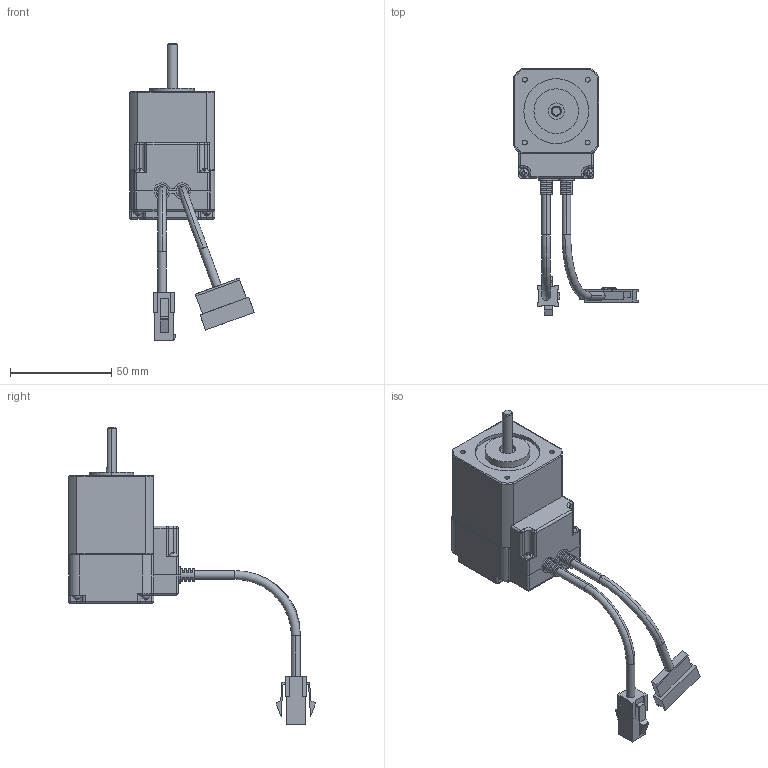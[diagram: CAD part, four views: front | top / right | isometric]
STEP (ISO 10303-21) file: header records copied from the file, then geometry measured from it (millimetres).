
FILE_DESCRIPTION (( 'STEP AP203' ), '1' );
FILE_NAME ('EzM-42M Assembly_091218.STEP', '2013-11-19T08:24:16', ( '' ), ( '' ), 'SwSTEP 2.0', 'SolidWorks 2012', '' );
FILE_SCHEMA (( 'CONFIG_CONTROL_DESIGN' ));
Length unit declared in the file: millimetre
Products named in the file (9): EzM-42M Assembly_091218; MainEzM-42M-assembly-1; Maincable-1-7; Mainconnector_e-1-10; MainM3-screw-1-6; MainEZSV_42_Cable_Cover-1-2; MainEncoder_Mounting_Plate-1-7; MainEZSV_42_Encoder_Cover-1-2; MainEzM-42M-1
Assembly tree (13 placements, depth 3):
  EzM-42M Assembly_091218
    MainEzM-42M-assembly-1
      MainEzM-42M-1
      MainEZSV_42_Encoder_Cover-1-2
      MainEncoder_Mounting_Plate-1-7
      MainEZSV_42_Cable_Cover-1-2
      MainM3-screw-1-6  x6
      Mainconnector_e-1-10
      Maincable-1-7
Bounding box: 61.49 x 121.64 x 147 mm (x, y, z)
Volume: 88830.2 mm3; surface area: 38172.6 mm2
Topology: 12 solids, 12 shells, 779 faces, 2056 edges, 1324 vertices
Faces by surface type: plane 433, cylinder 287, sphere 34, torus 11, bspline 11, cone 3
Entity records: 21864 total; most frequent: CARTESIAN_POINT 4102, DIRECTION 3631, ORIENTED_EDGE 3404, EDGE_CURVE 1702, AXIS2_PLACEMENT_3D 1312, VERTEX_POINT 1104, LINE 1007, VECTOR 1007
